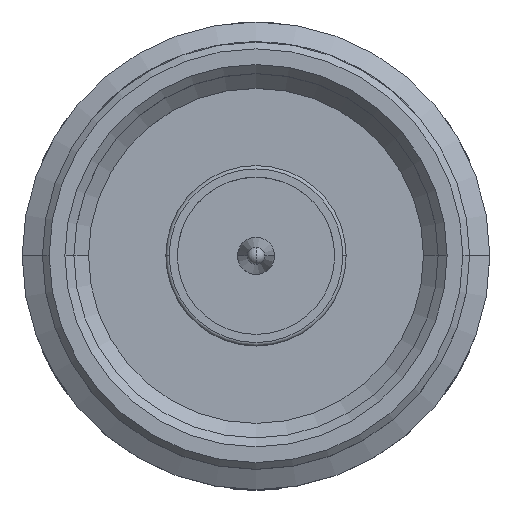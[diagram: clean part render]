
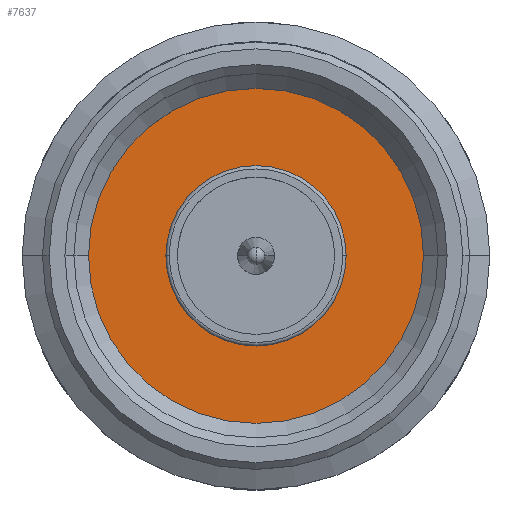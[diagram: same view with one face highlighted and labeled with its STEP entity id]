
A CAD part, top view. The second image highlights one B-rep face of the part: STEP entity #7637.
In plain terms, the highlighted planar face has unit normal (0, 0, 1).
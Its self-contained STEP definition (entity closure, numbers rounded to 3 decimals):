
#744 = ORIENTED_EDGE ( 'NONE', *, *, #6477, .T. ) ;
#1101 = CIRCLE ( 'NONE', #2917, 7.45 ) ;
#1532 = CIRCLE ( 'NONE', #6799, 4.01 ) ;
#1901 = CARTESIAN_POINT ( 'NONE',  ( 0., 0., -4.26 ) ) ;
#2574 = AXIS2_PLACEMENT_3D ( 'NONE', #9357, #13914, #7139 ) ;
#2734 = CARTESIAN_POINT ( 'NONE',  ( 0., 0., -4.26 ) ) ;
#2917 = AXIS2_PLACEMENT_3D ( 'NONE', #10227, #3453, #11373 ) ;
#2922 = EDGE_CURVE ( 'NONE', #12539, #4669, #9175, .T. ) ;
#3066 = DIRECTION ( 'NONE',  ( -1., 0., 0. ) ) ;
#3453 = DIRECTION ( 'NONE',  ( 0., 0., 1. ) ) ;
#3466 = AXIS2_PLACEMENT_3D ( 'NONE', #2734, #10644, #3862 ) ;
#3838 = CARTESIAN_POINT ( 'NONE',  ( 4.01, 0., -4.26 ) ) ;
#3862 = DIRECTION ( 'NONE',  ( -1., 0., 0. ) ) ;
#3902 = EDGE_LOOP ( 'NONE', ( #7026, #12948 ) ) ;
#4619 = DIRECTION ( 'NONE',  ( 0., 0., -1. ) ) ;
#4669 = VERTEX_POINT ( 'NONE', #7693 ) ;
#5903 = FACE_BOUND ( 'NONE', #12513, .T. ) ;
#5996 = PLANE ( 'NONE',  #2574 ) ;
#6007 = VERTEX_POINT ( 'NONE', #8834 ) ;
#6026 = CARTESIAN_POINT ( 'NONE',  ( 7.45, 0., -4.26 ) ) ;
#6254 = ORIENTED_EDGE ( 'NONE', *, *, #2922, .T. ) ;
#6477 = EDGE_CURVE ( 'NONE', #4669, #12539, #1532, .T. ) ;
#6799 = AXIS2_PLACEMENT_3D ( 'NONE', #1901, #9806, #3066 ) ;
#7026 = ORIENTED_EDGE ( 'NONE', *, *, #11140, .T. ) ;
#7139 = DIRECTION ( 'NONE',  ( -1., 0., 0. ) ) ;
#7637 = ADVANCED_FACE ( 'NONE', ( #5903, #8903 ), #5996, .F. ) ;
#7693 = CARTESIAN_POINT ( 'NONE',  ( -4.01, 0., -4.26 ) ) ;
#8593 = CIRCLE ( 'NONE', #3466, 7.45 ) ;
#8834 = CARTESIAN_POINT ( 'NONE',  ( -7.45, 0., -4.26 ) ) ;
#8903 = FACE_OUTER_BOUND ( 'NONE', #3902, .T. ) ;
#9175 = CIRCLE ( 'NONE', #11570, 4.01 ) ;
#9357 = CARTESIAN_POINT ( 'NONE',  ( 0., 0., -4.26 ) ) ;
#9676 = VERTEX_POINT ( 'NONE', #6026 ) ;
#9806 = DIRECTION ( 'NONE',  ( 0., 0., -1. ) ) ;
#9954 = EDGE_CURVE ( 'NONE', #6007, #9676, #1101, .T. ) ;
#10227 = CARTESIAN_POINT ( 'NONE',  ( 0., 0., -4.26 ) ) ;
#10644 = DIRECTION ( 'NONE',  ( 0., 0., 1. ) ) ;
#11140 = EDGE_CURVE ( 'NONE', #9676, #6007, #8593, .T. ) ;
#11373 = DIRECTION ( 'NONE',  ( -1., 0., 0. ) ) ;
#11398 = CARTESIAN_POINT ( 'NONE',  ( 0., 0., -4.26 ) ) ;
#11570 = AXIS2_PLACEMENT_3D ( 'NONE', #11398, #4619, #12538 ) ;
#12513 = EDGE_LOOP ( 'NONE', ( #6254, #744 ) ) ;
#12538 = DIRECTION ( 'NONE',  ( -1., 0., 0. ) ) ;
#12539 = VERTEX_POINT ( 'NONE', #3838 ) ;
#12948 = ORIENTED_EDGE ( 'NONE', *, *, #9954, .T. ) ;
#13914 = DIRECTION ( 'NONE',  ( 0., 0., -1. ) ) ;
